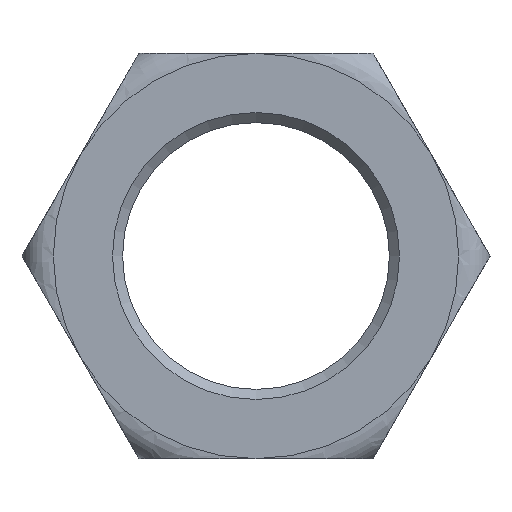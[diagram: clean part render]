
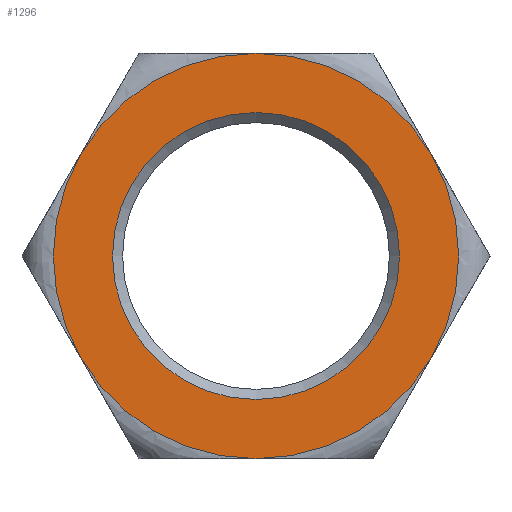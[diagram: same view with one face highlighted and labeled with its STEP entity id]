
A CAD part, front view. The second image highlights one B-rep face of the part: STEP entity #1296.
In plain terms, the highlighted planar face has unit normal (0, -1, 0).
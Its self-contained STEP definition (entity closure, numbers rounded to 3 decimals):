
#5 = ORIENTED_EDGE ( 'NONE', *, *, #260, .F. ) ;
#7 = CARTESIAN_POINT ( 'NONE',  ( 0., -34., 60. ) ) ;
#13 = DIRECTION ( 'NONE',  ( 1., 0., 0. ) ) ;
#18 = ORIENTED_EDGE ( 'NONE', *, *, #1446, .F. ) ;
#34 = AXIS2_PLACEMENT_3D ( 'NONE', #359, #264, #13 ) ;
#37 = CIRCLE ( 'NONE', #157, 60. ) ;
#60 = VERTEX_POINT ( 'NONE', #1061 ) ;
#65 = EDGE_CURVE ( 'NONE', #958, #958, #791, .T. ) ;
#84 = CIRCLE ( 'NONE', #905, 60. ) ;
#89 = VERTEX_POINT ( 'NONE', #517 ) ;
#95 = DIRECTION ( 'NONE',  ( 0., 1., 0. ) ) ;
#96 = ORIENTED_EDGE ( 'NONE', *, *, #983, .F. ) ;
#112 = VECTOR ( 'NONE', #353, 1000. ) ;
#128 = DIRECTION ( 'NONE',  ( -0.5, 0., -0.866 ) ) ;
#157 = AXIS2_PLACEMENT_3D ( 'NONE', #1248, #918, #482 ) ;
#159 = CARTESIAN_POINT ( 'NONE',  ( 0., -34., 0. ) ) ;
#193 = ORIENTED_EDGE ( 'NONE', *, *, #447, .F. ) ;
#215 = EDGE_CURVE ( 'NONE', #60, #320, #672, .T. ) ;
#222 = CIRCLE ( 'NONE', #34, 60. ) ;
#228 = CARTESIAN_POINT ( 'NONE',  ( 51.962, -34., -30. ) ) ;
#236 = PLANE ( 'NONE',  #745 ) ;
#244 = AXIS2_PLACEMENT_3D ( 'NONE', #868, #559, #424 ) ;
#250 = CARTESIAN_POINT ( 'NONE',  ( 0., -34., 0. ) ) ;
#260 = EDGE_CURVE ( 'NONE', #975, #60, #882, .T. ) ;
#261 = CARTESIAN_POINT ( 'NONE',  ( 51.962, -34., 30. ) ) ;
#262 = DIRECTION ( 'NONE',  ( 1., 0., 0. ) ) ;
#264 = DIRECTION ( 'NONE',  ( 0., 1., 0. ) ) ;
#270 = VECTOR ( 'NONE', #716, 1000. ) ;
#273 = CIRCLE ( 'NONE', #955, 60. ) ;
#275 = VERTEX_POINT ( 'NONE', #1121 ) ;
#320 = VERTEX_POINT ( 'NONE', #659 ) ;
#326 = VERTEX_POINT ( 'NONE', #1091 ) ;
#353 = DIRECTION ( 'NONE',  ( 1., 0., 0. ) ) ;
#359 = CARTESIAN_POINT ( 'NONE',  ( 0., -34., 0. ) ) ;
#364 = AXIS2_PLACEMENT_3D ( 'NONE', #159, #953, #735 ) ;
#378 = DIRECTION ( 'NONE',  ( 0., 1., 0. ) ) ;
#390 = CARTESIAN_POINT ( 'NONE',  ( 34.641, -34., 60. ) ) ;
#421 = EDGE_CURVE ( 'NONE', #649, #459, #928, .T. ) ;
#424 = DIRECTION ( 'NONE',  ( 1., 0., 0. ) ) ;
#447 = EDGE_CURVE ( 'NONE', #275, #649, #539, .T. ) ;
#459 = VERTEX_POINT ( 'NONE', #261 ) ;
#482 = DIRECTION ( 'NONE',  ( 1., 0., 0. ) ) ;
#494 = CARTESIAN_POINT ( 'NONE',  ( -51.962, -34., -30. ) ) ;
#502 = LINE ( 'NONE', #1161, #270 ) ;
#517 = CARTESIAN_POINT ( 'NONE',  ( -51.961, -34., 30. ) ) ;
#534 = CARTESIAN_POINT ( 'NONE',  ( 51.961, -34., 30. ) ) ;
#539 = CIRCLE ( 'NONE', #364, 60. ) ;
#542 = VECTOR ( 'NONE', #128, 1000. ) ;
#545 = DIRECTION ( 'NONE',  ( -1., 0., 0. ) ) ;
#558 = EDGE_CURVE ( 'NONE', #1436, #89, #502, .T. ) ;
#559 = DIRECTION ( 'NONE',  ( 0., 1., 0. ) ) ;
#575 = DIRECTION ( 'NONE',  ( 1., 0., 0. ) ) ;
#601 = DIRECTION ( 'NONE',  ( 0., 1., 0. ) ) ;
#608 = DIRECTION ( 'NONE',  ( 0.5, 0., -0.866 ) ) ;
#649 = VERTEX_POINT ( 'NONE', #534 ) ;
#655 = EDGE_LOOP ( 'NONE', ( #726 ) ) ;
#659 = CARTESIAN_POINT ( 'NONE',  ( 0., -34., -60. ) ) ;
#672 = LINE ( 'NONE', #1217, #1123 ) ;
#708 = LINE ( 'NONE', #810, #112 ) ;
#716 = DIRECTION ( 'NONE',  ( 0.5, 0., 0.866 ) ) ;
#725 = CARTESIAN_POINT ( 'NONE',  ( 0., -34., 42.5 ) ) ;
#726 = ORIENTED_EDGE ( 'NONE', *, *, #65, .T. ) ;
#731 = CARTESIAN_POINT ( 'NONE',  ( 0., -34., 0. ) ) ;
#735 = DIRECTION ( 'NONE',  ( 1., 0., 0. ) ) ;
#745 = AXIS2_PLACEMENT_3D ( 'NONE', #250, #378, #828 ) ;
#750 = EDGE_CURVE ( 'NONE', #1457, #275, #708, .T. ) ;
#791 = CIRCLE ( 'NONE', #1099, 42.5 ) ;
#794 = EDGE_CURVE ( 'NONE', #459, #326, #222, .T. ) ;
#799 = FACE_OUTER_BOUND ( 'NONE', #1298, .T. ) ;
#810 = CARTESIAN_POINT ( 'NONE',  ( -34.641, -34., 60. ) ) ;
#828 = DIRECTION ( 'NONE',  ( 0., 0., 1. ) ) ;
#851 = ORIENTED_EDGE ( 'NONE', *, *, #421, .F. ) ;
#868 = CARTESIAN_POINT ( 'NONE',  ( 0., -34., 0. ) ) ;
#882 = CIRCLE ( 'NONE', #244, 60. ) ;
#901 = ORIENTED_EDGE ( 'NONE', *, *, #215, .F. ) ;
#905 = AXIS2_PLACEMENT_3D ( 'NONE', #1150, #601, #262 ) ;
#918 = DIRECTION ( 'NONE',  ( 0., 1., 0. ) ) ;
#925 = LINE ( 'NONE', #1280, #542 ) ;
#928 = LINE ( 'NONE', #390, #1407 ) ;
#953 = DIRECTION ( 'NONE',  ( 0., 1., 0. ) ) ;
#955 = AXIS2_PLACEMENT_3D ( 'NONE', #1333, #95, #575 ) ;
#958 = VERTEX_POINT ( 'NONE', #725 ) ;
#975 = VERTEX_POINT ( 'NONE', #228 ) ;
#983 = EDGE_CURVE ( 'NONE', #89, #1457, #273, .T. ) ;
#1029 = EDGE_CURVE ( 'NONE', #320, #1349, #84, .T. ) ;
#1061 = CARTESIAN_POINT ( 'NONE',  ( 0., -34., -60. ) ) ;
#1091 = CARTESIAN_POINT ( 'NONE',  ( 51.962, -34., -30. ) ) ;
#1099 = AXIS2_PLACEMENT_3D ( 'NONE', #731, #1171, #1425 ) ;
#1121 = CARTESIAN_POINT ( 'NONE',  ( 0., -34., 60. ) ) ;
#1123 = VECTOR ( 'NONE', #545, 1000. ) ;
#1125 = ORIENTED_EDGE ( 'NONE', *, *, #1429, .F. ) ;
#1150 = CARTESIAN_POINT ( 'NONE',  ( 0., -34., 0. ) ) ;
#1159 = ORIENTED_EDGE ( 'NONE', *, *, #558, .F. ) ;
#1161 = CARTESIAN_POINT ( 'NONE',  ( -69.282, -34., 0. ) ) ;
#1171 = DIRECTION ( 'NONE',  ( 0., 1., 0. ) ) ;
#1217 = CARTESIAN_POINT ( 'NONE',  ( 34.641, -34., -60. ) ) ;
#1240 = ORIENTED_EDGE ( 'NONE', *, *, #750, .F. ) ;
#1248 = CARTESIAN_POINT ( 'NONE',  ( 0., -34., 0. ) ) ;
#1280 = CARTESIAN_POINT ( 'NONE',  ( 69.282, -34., 0. ) ) ;
#1288 = ORIENTED_EDGE ( 'NONE', *, *, #794, .F. ) ;
#1296 = ADVANCED_FACE ( 'NONE', ( #1369, #799 ), #236, .F. ) ;
#1298 = EDGE_LOOP ( 'NONE', ( #5, #18, #1288, #851, #193, #1240, #96, #1159, #1125, #1304, #901 ) ) ;
#1304 = ORIENTED_EDGE ( 'NONE', *, *, #1029, .F. ) ;
#1333 = CARTESIAN_POINT ( 'NONE',  ( 0., -34., 0. ) ) ;
#1349 = VERTEX_POINT ( 'NONE', #494 ) ;
#1369 = FACE_BOUND ( 'NONE', #655, .T. ) ;
#1391 = CARTESIAN_POINT ( 'NONE',  ( -51.962, -34., 30. ) ) ;
#1407 = VECTOR ( 'NONE', #608, 1000. ) ;
#1425 = DIRECTION ( 'NONE',  ( 0., 0., 1. ) ) ;
#1429 = EDGE_CURVE ( 'NONE', #1349, #1436, #37, .T. ) ;
#1436 = VERTEX_POINT ( 'NONE', #1391 ) ;
#1446 = EDGE_CURVE ( 'NONE', #326, #975, #925, .T. ) ;
#1457 = VERTEX_POINT ( 'NONE', #7 ) ;
